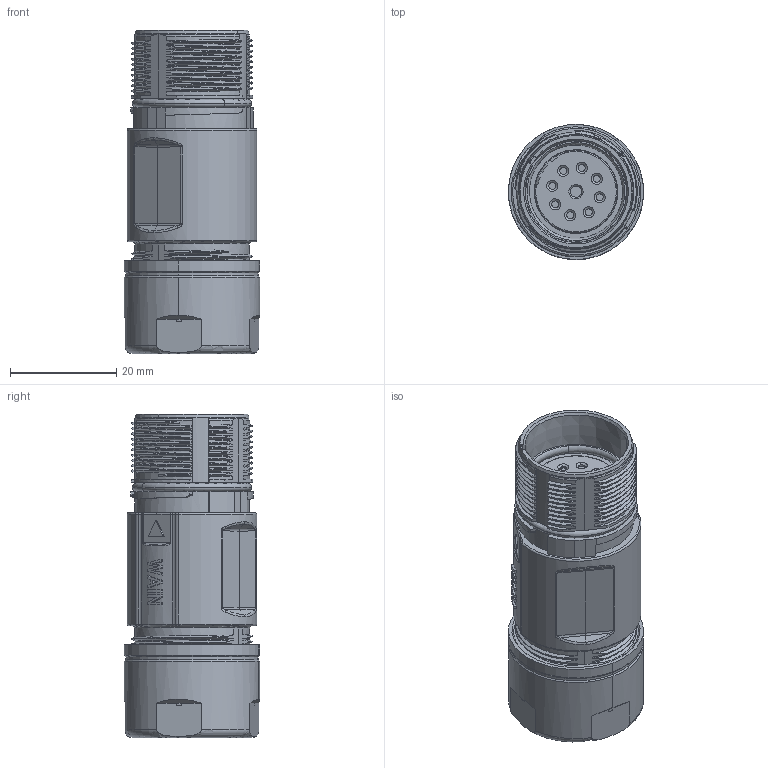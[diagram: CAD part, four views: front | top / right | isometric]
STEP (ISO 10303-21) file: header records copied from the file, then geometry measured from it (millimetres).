
FILE_DESCRIPTION(/* description */ (''),/* implementation_level */ '2;1');
FILE_NAME(/* name */ '3D_1810097002501_MR23-009-CCT-D8-SH_V1.0.stp',/* time_stamp */ '2023-12-28T11:36:06+08:00',/* author */ (''),/* organization */ (''),/* preprocessor_version */ 'ST-DEVELOPER v18.1',/* originating_system */ 'SIEMENS PLM Software NX 1980',/* authorisation */ '');
FILE_SCHEMA (('AUTOMOTIVE_DESIGN { 1 0 10303 214 3 1 1 1 }'));
Length unit declared in the file: millimetre
Products named in the file (1): 3D_1810097002501_MR23-009-CCT-D8-SH_V1.0
Bounding box: 25.5 x 25.5 x 60.95 mm (x, y, z)
Volume: 24141.1 mm3; surface area: 7164.8 mm2
Topology: 1 solids, 9 shells, 619 faces, 1624 edges, 1057 vertices
Faces by surface type: cylinder 224, cone 189, plane 130, torus 39, bspline 20, sphere 17
Full cylindrical faces by diameter (mm): 1.3 x1, 1.8 x8
Entity records: 22717 total; most frequent: CARTESIAN_POINT 9172, ORIENTED_EDGE 3212, DIRECTION 2176, EDGE_CURVE 1606, VERTEX_POINT 1049, B_SPLINE_CURVE_WITH_KNOTS 922, AXIS2_PLACEMENT_3D 902, EDGE_LOOP 663
